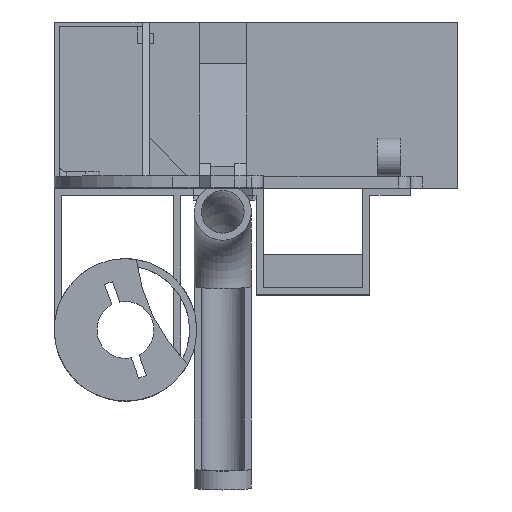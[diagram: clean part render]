
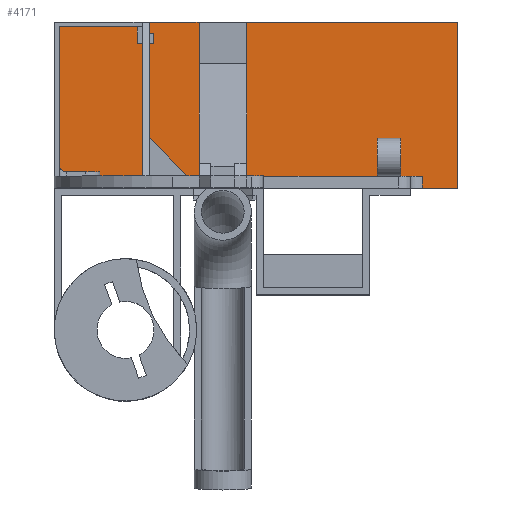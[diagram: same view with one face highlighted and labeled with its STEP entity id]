
A CAD part, top view. The second image highlights one B-rep face of the part: STEP entity #4171.
In plain terms, the highlighted planar face has unit normal (0, 0, 1).
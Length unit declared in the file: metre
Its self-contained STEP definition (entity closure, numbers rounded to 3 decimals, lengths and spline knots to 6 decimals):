
#1183=ORIENTED_EDGE('',*,*,#1711,.T.);
#1184=ORIENTED_EDGE('',*,*,#1863,.T.);
#1185=ORIENTED_EDGE('',*,*,#1860,.T.);
#1186=ORIENTED_EDGE('',*,*,#1864,.F.);
#1187=ORIENTED_EDGE('',*,*,#1865,.F.);
#1188=ORIENTED_EDGE('',*,*,#1866,.F.);
#1189=ORIENTED_EDGE('',*,*,#1867,.T.);
#1190=ORIENTED_EDGE('',*,*,#1868,.T.);
#1191=ORIENTED_EDGE('',*,*,#1869,.T.);
#1192=ORIENTED_EDGE('',*,*,#1870,.T.);
#1193=ORIENTED_EDGE('',*,*,#1871,.F.);
#1194=ORIENTED_EDGE('',*,*,#1765,.T.);
#1195=ORIENTED_EDGE('',*,*,#1872,.F.);
#1196=ORIENTED_EDGE('',*,*,#1873,.F.);
#1197=ORIENTED_EDGE('',*,*,#1874,.F.);
#1198=ORIENTED_EDGE('',*,*,#1751,.T.);
#1711=EDGE_CURVE('',#2171,#2170,#2603,.T.);
#1751=EDGE_CURVE('',#2209,#2171,#2639,.T.);
#1765=EDGE_CURVE('',#2218,#2217,#2652,.T.);
#1860=EDGE_CURVE('',#2277,#2276,#2739,.T.);
#1863=EDGE_CURVE('',#2170,#2277,#2741,.T.);
#1864=EDGE_CURVE('',#2278,#2276,#2742,.T.);
#1865=EDGE_CURVE('',#2279,#2278,#2743,.T.);
#1866=EDGE_CURVE('',#2280,#2279,#2744,.T.);
#1867=EDGE_CURVE('',#2280,#2281,#2745,.T.);
#1868=EDGE_CURVE('',#2281,#2282,#2746,.T.);
#1869=EDGE_CURVE('',#2282,#2283,#2747,.T.);
#1870=EDGE_CURVE('',#2283,#2284,#2748,.T.);
#1871=EDGE_CURVE('',#2218,#2284,#2749,.T.);
#1872=EDGE_CURVE('',#2285,#2217,#2750,.T.);
#1873=EDGE_CURVE('',#2286,#2285,#2751,.T.);
#1874=EDGE_CURVE('',#2209,#2286,#2752,.T.);
#2170=VERTEX_POINT('',#6537);
#2171=VERTEX_POINT('',#6539);
#2209=VERTEX_POINT('',#6620);
#2217=VERTEX_POINT('',#6644);
#2218=VERTEX_POINT('',#6646);
#2276=VERTEX_POINT('',#6832);
#2277=VERTEX_POINT('',#6834);
#2278=VERTEX_POINT('',#6840);
#2279=VERTEX_POINT('',#6842);
#2280=VERTEX_POINT('',#6844);
#2281=VERTEX_POINT('',#6846);
#2282=VERTEX_POINT('',#6848);
#2283=VERTEX_POINT('',#6850);
#2284=VERTEX_POINT('',#6852);
#2285=VERTEX_POINT('',#6855);
#2286=VERTEX_POINT('',#6857);
#2603=LINE('',#6538,#3091);
#2639=LINE('',#6619,#3127);
#2652=LINE('',#6645,#3140);
#2739=LINE('',#6833,#3227);
#2741=LINE('',#6838,#3229);
#2742=LINE('',#6839,#3230);
#2743=LINE('',#6841,#3231);
#2744=LINE('',#6843,#3232);
#2745=LINE('',#6845,#3233);
#2746=LINE('',#6847,#3234);
#2747=LINE('',#6849,#3235);
#2748=LINE('',#6851,#3236);
#2749=LINE('',#6853,#3237);
#2750=LINE('',#6854,#3238);
#2751=LINE('',#6856,#3239);
#2752=LINE('',#6858,#3240);
#3091=VECTOR('',#5344,1.);
#3127=VECTOR('',#5394,1.);
#3140=VECTOR('',#5415,1.);
#3227=VECTOR('',#5586,1.);
#3229=VECTOR('',#5592,1.);
#3230=VECTOR('',#5593,1.);
#3231=VECTOR('',#5594,1.);
#3232=VECTOR('',#5595,1.);
#3233=VECTOR('',#5596,1.);
#3234=VECTOR('',#5597,1.);
#3235=VECTOR('',#5598,1.);
#3236=VECTOR('',#5599,1.);
#3237=VECTOR('',#5600,1.);
#3238=VECTOR('',#5601,1.);
#3239=VECTOR('',#5602,1.);
#3240=VECTOR('',#5603,1.);
#3510=EDGE_LOOP('',(#1183,#1184,#1185,#1186,#1187,#1188,#1189,#1190,#1191,
#1192,#1193,#1194,#1195,#1196,#1197,#1198));
#3778=FACE_BOUND('',#3510,.T.);
#3958=PLANE('',#4553);
#4171=ADVANCED_FACE('',(#3778),#3958,.F.);
#4553=AXIS2_PLACEMENT_3D('',#6837,#5590,#5591);
#5344=DIRECTION('',(1.,0.,0.));
#5394=DIRECTION('',(0.,-1.,0.));
#5415=DIRECTION('',(0.,-1.,0.));
#5586=DIRECTION('',(1.,0.,0.));
#5590=DIRECTION('',(0.,0.,-1.));
#5591=DIRECTION('',(-1.,0.,0.));
#5592=DIRECTION('',(0.,-1.,0.));
#5593=DIRECTION('',(0.,-1.,0.));
#5594=DIRECTION('',(1.,0.,0.));
#5595=DIRECTION('',(0.,1.,0.));
#5596=DIRECTION('',(-1.,0.,0.));
#5597=DIRECTION('',(-1.,0.,0.));
#5598=DIRECTION('',(-1.,0.,0.));
#5599=DIRECTION('',(0.,1.,0.));
#5600=DIRECTION('',(1.,0.,0.));
#5601=DIRECTION('',(1.,0.,0.));
#5602=DIRECTION('',(0.,-1.,0.));
#5603=DIRECTION('',(1.,0.,0.));
#6537=CARTESIAN_POINT('',(0.084,0.005,-0.05));
#6538=CARTESIAN_POINT('',(0.004,0.005,-0.05));
#6539=CARTESIAN_POINT('',(-0.071,0.005,-0.05));
#6619=CARTESIAN_POINT('',(-0.071,0.07,-0.05));
#6620=CARTESIAN_POINT('',(-0.071,0.07,-0.05));
#6644=CARTESIAN_POINT('',(-0.031,0.063,-0.05));
#6645=CARTESIAN_POINT('',(-0.031,0.0665,-0.05));
#6646=CARTESIAN_POINT('',(-0.031,0.07,-0.05));
#6832=CARTESIAN_POINT('',(0.099,0.,-0.05));
#6833=CARTESIAN_POINT('',(0.014,0.,-0.05));
#6834=CARTESIAN_POINT('',(0.084,0.,-0.05));
#6837=CARTESIAN_POINT('',(0.014,0.07,-0.05));
#6838=CARTESIAN_POINT('',(0.084,0.,-0.05));
#6839=CARTESIAN_POINT('',(0.099,0.07,-0.05));
#6840=CARTESIAN_POINT('',(0.099,0.07,-0.05));
#6841=CARTESIAN_POINT('',(0.014,0.07,-0.05));
#6842=CARTESIAN_POINT('',(0.01,0.07,-0.05));
#6843=CARTESIAN_POINT('',(0.01,0.0665,-0.05));
#6844=CARTESIAN_POINT('',(0.01,0.063,-0.05));
#6845=CARTESIAN_POINT('',(0.01,0.063,-0.05));
#6846=CARTESIAN_POINT('',(0.005,0.063,-0.05));
#6847=CARTESIAN_POINT('',(0.01,0.063,-0.05));
#6848=CARTESIAN_POINT('',(-0.005,0.063,-0.05));
#6849=CARTESIAN_POINT('',(0.01,0.063,-0.05));
#6850=CARTESIAN_POINT('',(-0.01,0.063,-0.05));
#6851=CARTESIAN_POINT('',(-0.01,0.0665,-0.05));
#6852=CARTESIAN_POINT('',(-0.01,0.07,-0.05));
#6853=CARTESIAN_POINT('',(0.014,0.07,-0.05));
#6854=CARTESIAN_POINT('',(-0.034,0.063,-0.05));
#6855=CARTESIAN_POINT('',(-0.034,0.063,-0.05));
#6856=CARTESIAN_POINT('',(-0.034,0.0665,-0.05));
#6857=CARTESIAN_POINT('',(-0.034,0.07,-0.05));
#6858=CARTESIAN_POINT('',(0.014,0.07,-0.05));
